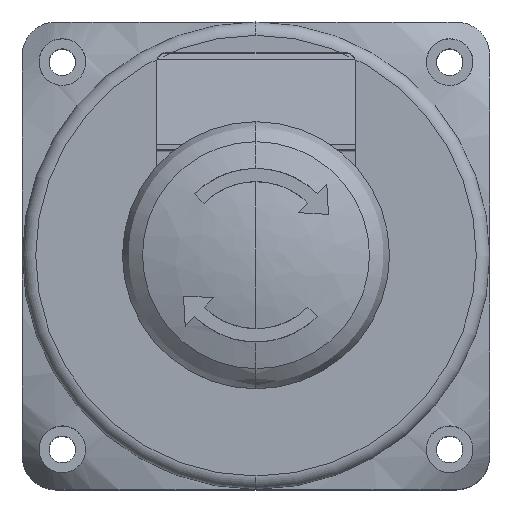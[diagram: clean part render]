
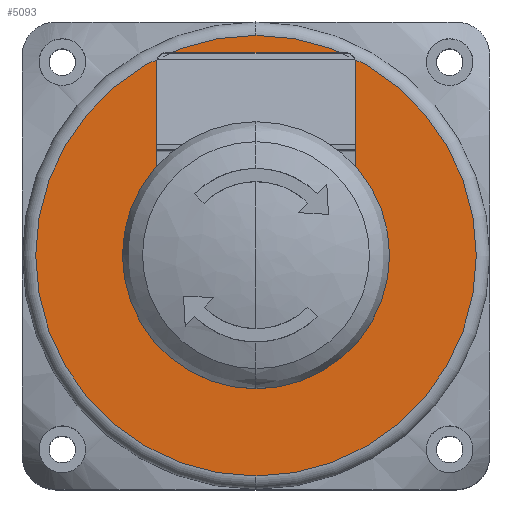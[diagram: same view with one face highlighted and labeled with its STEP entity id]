
A CAD part, top view. The second image highlights one B-rep face of the part: STEP entity #5093.
In plain terms, the highlighted planar face has unit normal (0, 0, 1).
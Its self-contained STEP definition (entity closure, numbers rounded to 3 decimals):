
#2650=CARTESIAN_POINT('',(35.,-33.,56.0));
#2651=VERTEX_POINT('',#2650);
#2661=CARTESIAN_POINT('',(35.,33.,56.0));
#2662=VERTEX_POINT('',#2661);
#2663=CARTESIAN_POINT('',(35.,0.,56.0));
#2664=DIRECTION('',(0.0,0.0,-1.0));
#2665=DIRECTION('',(-1.0,0.0,0.0));
#2666=AXIS2_PLACEMENT_3D('',#2663,#2664,#2665);
#2667=CIRCLE('',#2666,33.0);
#2668=EDGE_CURVE('',#2651,#2662,#2667,.T.);
#5064=CARTESIAN_POINT('',(68.0,0.,56.0));
#5065=VERTEX_POINT('',#5064);
#5066=CARTESIAN_POINT('',(35.,0.,56.0));
#5067=DIRECTION('',(0.0,0.0,-1.0));
#5068=DIRECTION('',(-1.0,0.0,0.0));
#5069=AXIS2_PLACEMENT_3D('',#5066,#5067,#5068);
#5070=CIRCLE('',#5069,33.0);
#5071=EDGE_CURVE('',#2662,#5065,#5070,.T.);
#5073=CARTESIAN_POINT('',(35.,0.,56.0));
#5074=DIRECTION('',(0.0,0.0,-1.0));
#5075=DIRECTION('',(-1.0,0.0,0.0));
#5076=AXIS2_PLACEMENT_3D('',#5073,#5074,#5075);
#5077=CIRCLE('',#5076,33.0);
#5078=EDGE_CURVE('',#5065,#2651,#5077,.T.);
#5083=CARTESIAN_POINT('',(35.,0.,56.0));
#5084=DIRECTION('',(0.0,0.0,1.0));
#5085=DIRECTION('',(0.0,-1.0,0.0));
#5086=AXIS2_PLACEMENT_3D('',#5083,#5084,#5085);
#5087=PLANE('',#5086);
#5088=ORIENTED_EDGE('',*,*,#5078,.F.);
#5089=ORIENTED_EDGE('',*,*,#5071,.F.);
#5090=ORIENTED_EDGE('',*,*,#2668,.F.);
#5091=EDGE_LOOP('',(#5088,#5089,#5090));
#5092=FACE_OUTER_BOUND('',#5091,.T.);
#5093=ADVANCED_FACE('',(#5092),#5087,.T.);
